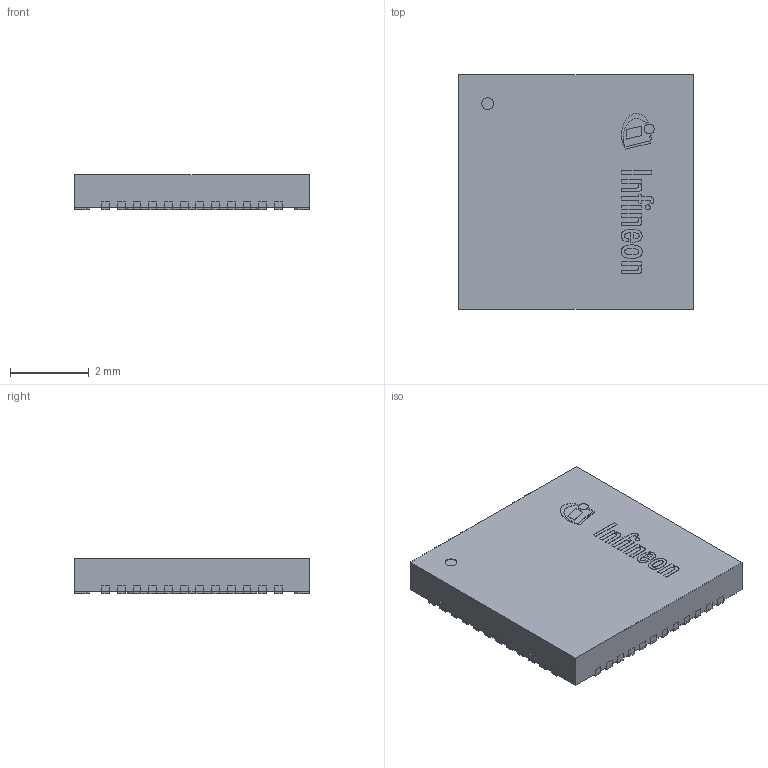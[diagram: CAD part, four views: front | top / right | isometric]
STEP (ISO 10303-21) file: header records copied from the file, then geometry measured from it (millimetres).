
FILE_DESCRIPTION(/* description */ (''),/* implementation_level */ '2;1');
FILE_NAME(/* name */ 'PG-VQFN-48-60_Z8B00164534_V03_3D.stp',/* time_stamp */ '2021-01-29T19:47:54+05:00',/* author */ ('janartha'),/* organization */ (''),/* preprocessor_version */ 'ST-DEVELOPER v16.13',/* originating_system */ 'AutoCAD Mechanical',/* authorisation */ '');
FILE_SCHEMA (('AUTOMOTIVE_DESIGN { 1 0 10303 214 3 1 1 }'));
Length unit declared in the file: millimetre
Products named in the file (1): Product
Bounding box: 6 x 6 x 0.91 mm (x, y, z)
Surface area: 138.8 mm2
Topology: 63 solids, 63 shells, 514 faces, 1162 edges, 775 vertices
Faces by surface type: plane 343, cylinder 171
Full cylindrical faces by diameter (mm): 0.122 x1, 0.251 x1, 0.3 x2
Entity records: 14353 total; most frequent: DIRECTION 2529, CARTESIAN_POINT 2446, ORIENTED_EDGE 2314, EDGE_CURVE 1157, AXIS2_PLACEMENT_3D 857, LINE 815, VECTOR 815, VERTEX_POINT 774
